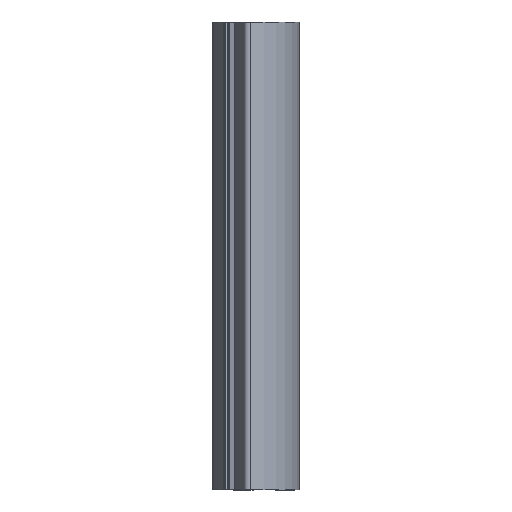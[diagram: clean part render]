
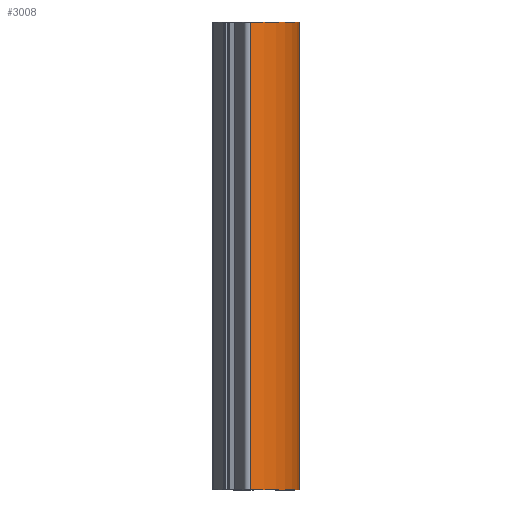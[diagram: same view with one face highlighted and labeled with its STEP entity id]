
A CAD part, top view. The second image highlights one B-rep face of the part: STEP entity #3008.
In plain terms, the highlighted cylindrical face has radius 45 mm (diameter 90 mm), a partial arc.
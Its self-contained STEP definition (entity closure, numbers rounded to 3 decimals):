
#200=FACE_OUTER_BOUND('',#354,.T.);
#354=EDGE_LOOP('',(#2349,#2350,#2351,#2352));
#600=LINE('',#5029,#872);
#601=LINE('',#5035,#873);
#872=VECTOR('',#4108,200.);
#873=VECTOR('',#4115,200.);
#1091=CIRCLE('',#3311,45.);
#1092=CIRCLE('',#3312,45.);
#1359=VERTEX_POINT('',#5026);
#1360=VERTEX_POINT('',#5028);
#1361=VERTEX_POINT('',#5032);
#1362=VERTEX_POINT('',#5034);
#1777=EDGE_CURVE('',#1360,#1359,#600,.T.);
#1779=EDGE_CURVE('',#1359,#1361,#1091,.T.);
#1780=EDGE_CURVE('',#1362,#1361,#601,.T.);
#1781=EDGE_CURVE('',#1360,#1362,#1092,.T.);
#2349=ORIENTED_EDGE('',*,*,#1779,.T.);
#2350=ORIENTED_EDGE('',*,*,#1780,.F.);
#2351=ORIENTED_EDGE('',*,*,#1781,.F.);
#2352=ORIENTED_EDGE('',*,*,#1777,.T.);
#2874=CYLINDRICAL_SURFACE('',#3310,45.);
#3008=ADVANCED_FACE('',(#200),#2874,.T.);
#3310=AXIS2_PLACEMENT_3D('',#5031,#4111,#4112);
#3311=AXIS2_PLACEMENT_3D('',#5033,#4113,#4114);
#3312=AXIS2_PLACEMENT_3D('',#5036,#4116,#4117);
#4108=DIRECTION('',(0.,1.,0.));
#4111=DIRECTION('center_axis',(0.,1.,0.));
#4112=DIRECTION('ref_axis',(0.54,0.,0.842));
#4113=DIRECTION('center_axis',(0.,-1.,0.));
#4114=DIRECTION('ref_axis',(0.54,0.,0.842));
#4115=DIRECTION('',(0.,1.,0.));
#4116=DIRECTION('center_axis',(0.,-1.,0.));
#4117=DIRECTION('ref_axis',(0.54,0.,0.842));
#5026=CARTESIAN_POINT('',(18.971,200.,-12.907));
#5028=CARTESIAN_POINT('',(18.971,0.,-12.907));
#5029=CARTESIAN_POINT('',(18.971,0.,-12.907));
#5031=CARTESIAN_POINT('Origin',(-25.981,0.,-15.));
#5032=CARTESIAN_POINT('',(-1.693,200.,22.882));
#5033=CARTESIAN_POINT('Origin',(-25.981,200.,-15.));
#5034=CARTESIAN_POINT('',(-1.693,0.,22.882));
#5035=CARTESIAN_POINT('',(-1.693,0.,22.882));
#5036=CARTESIAN_POINT('Origin',(-25.981,0.,-15.));
